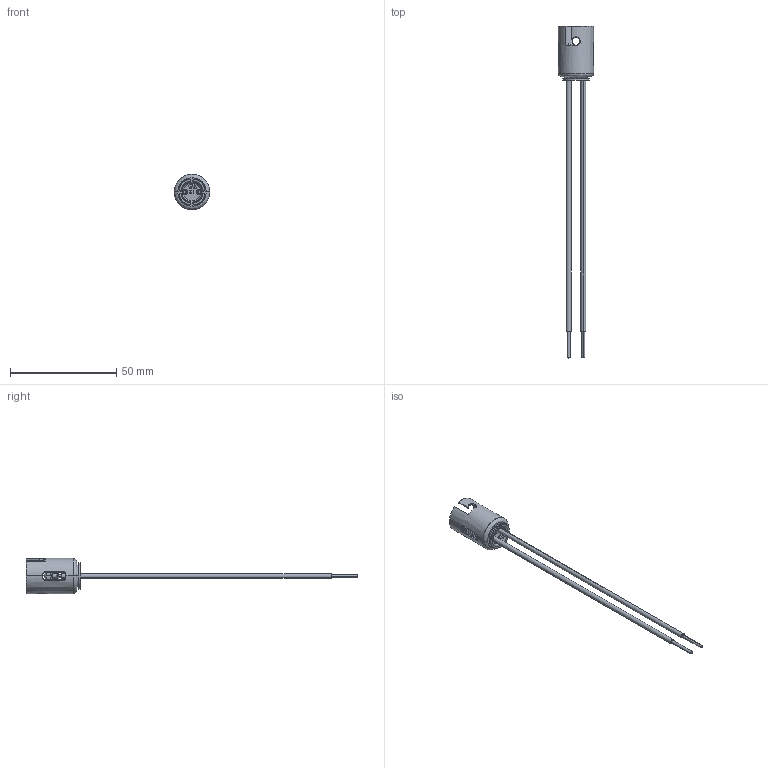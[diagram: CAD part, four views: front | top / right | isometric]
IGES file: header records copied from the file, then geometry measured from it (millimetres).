
Start section: SolidWorks IGES file using analytic representation for surfaces
Global section: file name: 22-07.IGS; native system: SolidWorks 2018; preprocessor: SolidWorks 2018; author: chwang; date: 190531.153817; units: foot
Bounding box: 16.89 x 156.55 x 16.68 mm (x, y, z)
Surface area: 5687.4 mm2 (no closed solid volume)
Topology: 0 solids, 0 shells, 463 faces, 5637 edges, 5629 vertices
Faces by surface type: bspline 416, revolution 47
